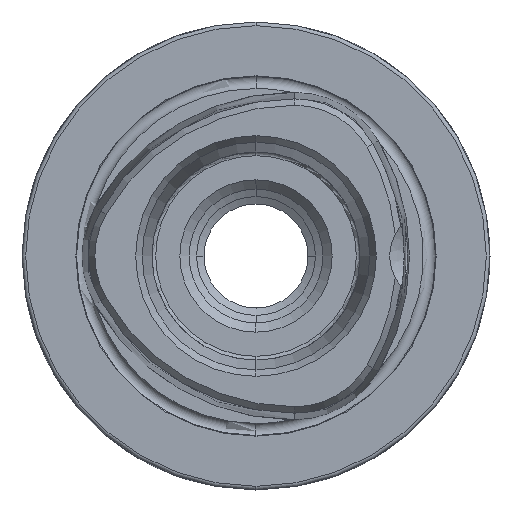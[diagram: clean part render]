
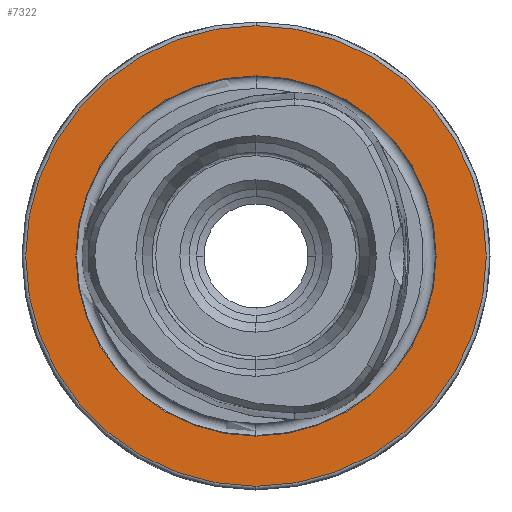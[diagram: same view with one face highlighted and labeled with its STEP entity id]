
A CAD part, left-side view. The second image highlights one B-rep face of the part: STEP entity #7322.
In plain terms, the highlighted planar face has unit normal (-1, 0, 0).
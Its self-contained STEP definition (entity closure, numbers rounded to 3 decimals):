
#227 = CARTESIAN_POINT ( 'NONE',  ( 0., 24.25, 0. ) ) ;
#229 = PLANE ( 'NONE',  #5454 ) ;
#231 = DIRECTION ( 'NONE',  ( 1., 0., 0. ) ) ;
#232 = DIRECTION ( 'NONE',  ( 0., 0., -1. ) ) ;
#344 = CARTESIAN_POINT ( 'NONE',  ( 0., 0., 0. ) ) ;
#346 = DIRECTION ( 'NONE',  ( -1., 0., 0. ) ) ;
#348 = DIRECTION ( 'NONE',  ( 0., 0., 1. ) ) ;
#377 = CARTESIAN_POINT ( 'NONE',  ( 0., 0., 0. ) ) ;
#379 = DIRECTION ( 'NONE',  ( -1., 0., 0. ) ) ;
#381 = DIRECTION ( 'NONE',  ( 0., 0., 1. ) ) ;
#704 = CARTESIAN_POINT ( 'NONE',  ( 0., 0., 0. ) ) ;
#705 = DIRECTION ( 'NONE',  ( -1., 0., 0. ) ) ;
#706 = DIRECTION ( 'NONE',  ( 0., 0., 1. ) ) ;
#975 = FACE_OUTER_BOUND ( 'NONE', #7078, .T. ) ;
#977 = FACE_BOUND ( 'NONE', #3314, .T. ) ;
#1028 = CIRCLE ( 'NONE', #5483, 24.25 ) ;
#1035 = CIRCLE ( 'NONE', #5487, 31. ) ;
#1386 = EDGE_CURVE ( 'NONE', #3377, #3442, #6591, .T. ) ;
#2124 = CARTESIAN_POINT ( 'NONE',  ( 0., 0., 0. ) ) ;
#2125 = DIRECTION ( 'NONE',  ( -1., 0., 0. ) ) ;
#2126 = DIRECTION ( 'NONE',  ( 0., 0., 1. ) ) ;
#3199 = ORIENTED_EDGE ( 'NONE', *, *, #1386, .F. ) ;
#3200 = ORIENTED_EDGE ( 'NONE', *, *, #7427, .F. ) ;
#3201 = ORIENTED_EDGE ( 'NONE', *, *, #7432, .T. ) ;
#3202 = ORIENTED_EDGE ( 'NONE', *, *, #4721, .T. ) ;
#3293 = AXIS2_PLACEMENT_3D ( 'NONE', #2124, #2125, #2126 ) ;
#3314 = EDGE_LOOP ( 'NONE', ( #3199, #3200 ) ) ;
#3377 = VERTEX_POINT ( 'NONE', #6914 ) ;
#3378 = VERTEX_POINT ( 'NONE', #6915 ) ;
#3382 = VERTEX_POINT ( 'NONE', #6919 ) ;
#3442 = VERTEX_POINT ( 'NONE', #6979 ) ;
#4611 = CIRCLE ( 'NONE', #7602, 31. ) ;
#4721 = EDGE_CURVE ( 'NONE', #3382, #3378, #4611, .T. ) ;
#5454 = AXIS2_PLACEMENT_3D ( 'NONE', #227, #231, #232 ) ;
#5483 = AXIS2_PLACEMENT_3D ( 'NONE', #344, #346, #348 ) ;
#5487 = AXIS2_PLACEMENT_3D ( 'NONE', #377, #379, #381 ) ;
#6591 = CIRCLE ( 'NONE', #3293, 24.25 ) ;
#6914 = CARTESIAN_POINT ( 'NONE',  ( 0., 0., 24.25 ) ) ;
#6915 = CARTESIAN_POINT ( 'NONE',  ( 0., 0., 31. ) ) ;
#6919 = CARTESIAN_POINT ( 'NONE',  ( 0., 0., -31. ) ) ;
#6979 = CARTESIAN_POINT ( 'NONE',  ( 0., 0., -24.25 ) ) ;
#7078 = EDGE_LOOP ( 'NONE', ( #3201, #3202 ) ) ;
#7322 = ADVANCED_FACE ( 'NONE', ( #977, #975 ), #229, .F. ) ;
#7427 = EDGE_CURVE ( 'NONE', #3442, #3377, #1028, .T. ) ;
#7432 = EDGE_CURVE ( 'NONE', #3378, #3382, #1035, .T. ) ;
#7602 = AXIS2_PLACEMENT_3D ( 'NONE', #704, #705, #706 ) ;
